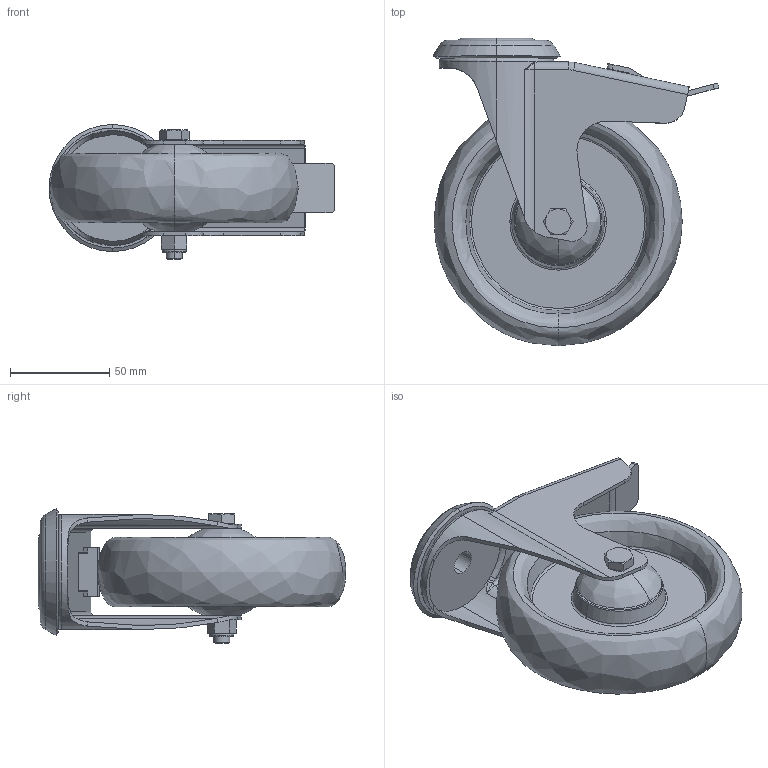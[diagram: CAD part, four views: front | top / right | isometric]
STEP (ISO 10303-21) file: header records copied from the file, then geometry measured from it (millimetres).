
FILE_DESCRIPTION (( 'STEP AP214' ), '1' );
FILE_NAME ('0030144.step', '2022-11-24T12:08:47', ( '' ), ( '' ), 'SwSTEP 2.0', 'SolidWorks 2020', '' );
FILE_SCHEMA (( 'AUTOMOTIVE_DESIGN' ));
Length unit declared in the file: millimetre
Products named in the file (1): 0030144
Bounding box: 144 x 154.97 x 68 mm (x, y, z)
Volume: 293997.5 mm3; surface area: 126423.7 mm2
Topology: 8 solids, 8 shells, 268 faces, 627 edges, 386 vertices
Faces by surface type: plane 83, cylinder 75, torus 48, cone 36, bspline 26
Entity records: 11305 total; most frequent: CARTESIAN_POINT 2109, DIRECTION 1359, ORIENTED_EDGE 1246, EDGE_CURVE 623, AXIS2_PLACEMENT_3D 565, VERTEX_POINT 386, CIRCLE 322, EDGE_LOOP 301
